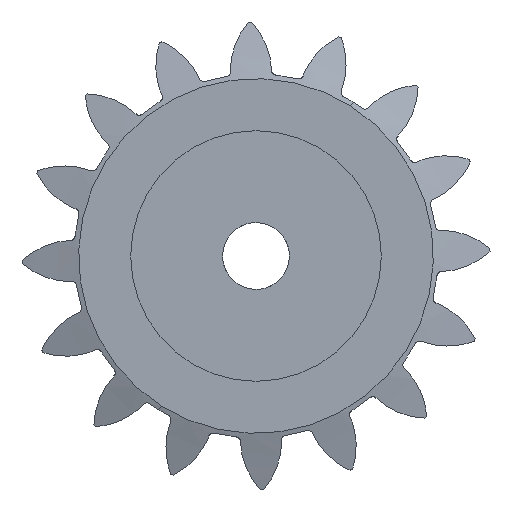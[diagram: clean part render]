
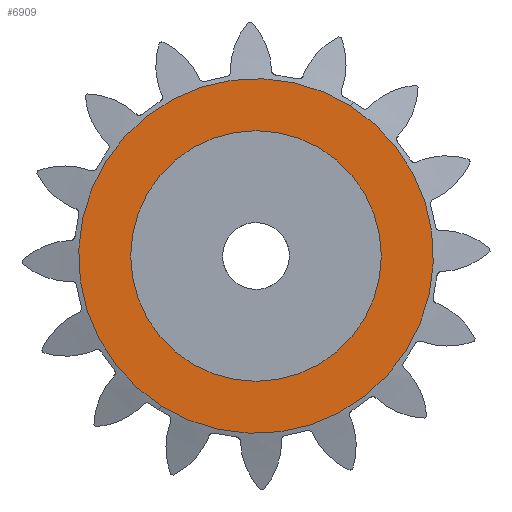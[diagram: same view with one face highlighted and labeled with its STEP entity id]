
A CAD part, left-side view. The second image highlights one B-rep face of the part: STEP entity #6909.
In plain terms, the highlighted planar face has unit normal (-1, 0, 0).
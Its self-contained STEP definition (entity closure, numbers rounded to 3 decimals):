
#181 = CIRCLE ( 'NONE', #592, 15. ) ;
#321 = DIRECTION ( 'NONE',  ( -1., 0., 0. ) ) ;
#512 = DIRECTION ( 'NONE',  ( -1., 0., 0. ) ) ;
#592 = AXIS2_PLACEMENT_3D ( 'NONE', #2817, #1151, #4488 ) ;
#636 = ORIENTED_EDGE ( 'NONE', *, *, #6475, .T. ) ;
#746 = AXIS2_PLACEMENT_3D ( 'NONE', #5937, #321, #3738 ) ;
#858 = VERTEX_POINT ( 'NONE', #4283 ) ;
#1040 = CARTESIAN_POINT ( 'NONE',  ( -72.924, -29.682, 0. ) ) ;
#1064 = CIRCLE ( 'NONE', #5355, 15. ) ;
#1151 = DIRECTION ( 'NONE',  ( -1., 0., 0. ) ) ;
#1471 = AXIS2_PLACEMENT_3D ( 'NONE', #4922, #3680, #4891 ) ;
#1574 = DIRECTION ( 'NONE',  ( -1., 0., 0. ) ) ;
#1596 = CARTESIAN_POINT ( 'NONE',  ( -72.924, -18.363, -17.957 ) ) ;
#1876 = VERTEX_POINT ( 'NONE', #3567 ) ;
#2010 = FACE_OUTER_BOUND ( 'NONE', #2264, .T. ) ;
#2264 = EDGE_LOOP ( 'NONE', ( #636, #5024 ) ) ;
#2580 = AXIS2_PLACEMENT_3D ( 'NONE', #1040, #512, #3243 ) ;
#2817 = CARTESIAN_POINT ( 'NONE',  ( -72.924, -29.682, 0. ) ) ;
#2843 = CIRCLE ( 'NONE', #746, 21.227 ) ;
#3243 = DIRECTION ( 'NONE',  ( 0., -0.533, 0.846 ) ) ;
#3567 = CARTESIAN_POINT ( 'NONE',  ( -72.924, -29.682, -15. ) ) ;
#3680 = DIRECTION ( 'NONE',  ( 1., 0., 0. ) ) ;
#3738 = DIRECTION ( 'NONE',  ( 0., -0.533, 0.846 ) ) ;
#3749 = VERTEX_POINT ( 'NONE', #6118 ) ;
#4010 = CIRCLE ( 'NONE', #2580, 21.227 ) ;
#4019 = FACE_BOUND ( 'NONE', #4096, .T. ) ;
#4096 = EDGE_LOOP ( 'NONE', ( #4958, #6558 ) ) ;
#4275 = EDGE_CURVE ( 'NONE', #858, #5677, #2843, .T. ) ;
#4283 = CARTESIAN_POINT ( 'NONE',  ( -72.924, -41.002, 17.957 ) ) ;
#4488 = DIRECTION ( 'NONE',  ( 0., 0., 1. ) ) ;
#4811 = PLANE ( 'NONE',  #1471 ) ;
#4891 = DIRECTION ( 'NONE',  ( 0., 0., -1. ) ) ;
#4922 = CARTESIAN_POINT ( 'NONE',  ( -72.924, 0., 0. ) ) ;
#4958 = ORIENTED_EDGE ( 'NONE', *, *, #6990, .F. ) ;
#5024 = ORIENTED_EDGE ( 'NONE', *, *, #4275, .T. ) ;
#5355 = AXIS2_PLACEMENT_3D ( 'NONE', #6050, #1574, #6643 ) ;
#5677 = VERTEX_POINT ( 'NONE', #1596 ) ;
#5937 = CARTESIAN_POINT ( 'NONE',  ( -72.924, -29.682, 0. ) ) ;
#6050 = CARTESIAN_POINT ( 'NONE',  ( -72.924, -29.682, 0. ) ) ;
#6118 = CARTESIAN_POINT ( 'NONE',  ( -72.924, -29.682, 15. ) ) ;
#6475 = EDGE_CURVE ( 'NONE', #5677, #858, #4010, .T. ) ;
#6500 = EDGE_CURVE ( 'NONE', #3749, #1876, #1064, .T. ) ;
#6558 = ORIENTED_EDGE ( 'NONE', *, *, #6500, .F. ) ;
#6643 = DIRECTION ( 'NONE',  ( 0., 0., 1. ) ) ;
#6909 = ADVANCED_FACE ( 'NONE', ( #4019, #2010 ), #4811, .F. ) ;
#6990 = EDGE_CURVE ( 'NONE', #1876, #3749, #181, .T. ) ;
